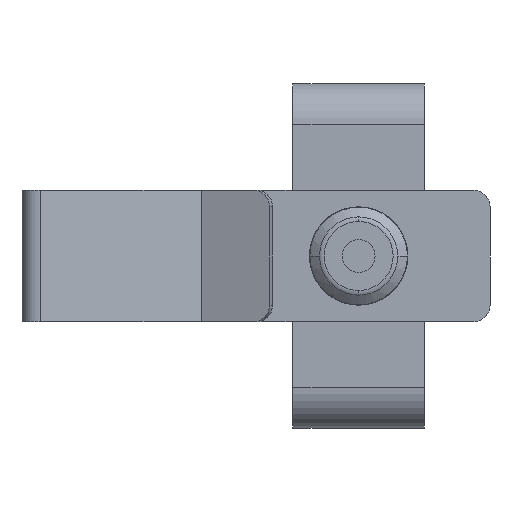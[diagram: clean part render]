
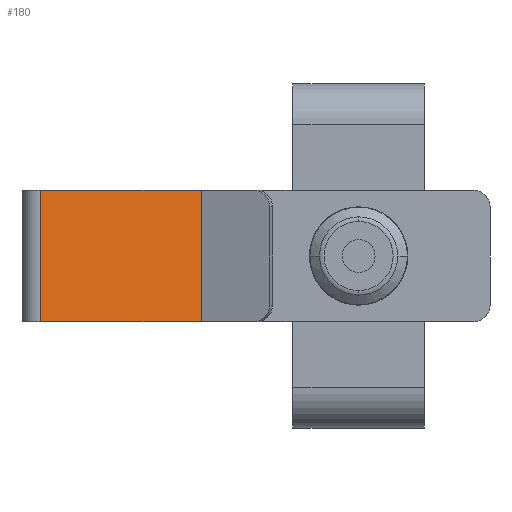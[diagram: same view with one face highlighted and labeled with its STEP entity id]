
A CAD part, front view. The second image highlights one B-rep face of the part: STEP entity #180.
In plain terms, the highlighted planar face has unit normal (0.254, -0.967, 0).
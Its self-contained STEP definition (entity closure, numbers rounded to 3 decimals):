
#180=ADVANCED_FACE('NONE',(#501),#502,.F.);
#501=FACE_OUTER_BOUND('',#1822,.T.);
#502=PLANE('',#1823);
#1822=EDGE_LOOP('',(#2842,#2843,#2844,#2845));
#1823=AXIS2_PLACEMENT_3D('',#2846,#2847,#2848);
#2842=ORIENTED_EDGE('',*,*,#3513,.T.);
#2843=ORIENTED_EDGE('',*,*,#3742,.T.);
#2844=ORIENTED_EDGE('',*,*,#3521,.T.);
#2845=ORIENTED_EDGE('',*,*,#3591,.T.);
#2846=CARTESIAN_POINT('',(0.639,-2.065,-6.0));
#2847=DIRECTION('',(-0.254,0.967,0.));
#2848=DIRECTION('',(-0.967,-0.254,0.));
#3513=EDGE_CURVE('NONE',#4073,#4074,#4075,.T.);
#3521=EDGE_CURVE('NONE',#4089,#4090,#4091,.T.);
#3591=EDGE_CURVE('NONE',#4090,#4073,#4197,.T.);
#3742=EDGE_CURVE('NONE',#4074,#4089,#4427,.T.);
#4073=VERTEX_POINT('NONE',#5266);
#4074=VERTEX_POINT('NONE',#5267);
#4075=LINE('',#5268,#5269);
#4089=VERTEX_POINT('NONE',#5288);
#4090=VERTEX_POINT('NONE',#5289);
#4091=LINE('',#5290,#5291);
#4197=LINE('',#5446,#5447);
#4427=LINE('',#6347,#6348);
#5266=CARTESIAN_POINT('',(0.639,-2.065,-4.0));
#5267=CARTESIAN_POINT('',(10.411,0.504,-4.));
#5268=CARTESIAN_POINT('',(0.143,-2.195,-4.0));
#5269=VECTOR('',#6800,1000.0);
#5288=CARTESIAN_POINT('',(10.411,0.504,4.));
#5289=CARTESIAN_POINT('',(0.639,-2.065,4.0));
#5290=CARTESIAN_POINT('',(0.639,-2.065,4.0));
#5291=VECTOR('',#6812,1000.0);
#5446=CARTESIAN_POINT('',(0.639,-2.065,0.));
#5447=VECTOR('',#6922,1000.0);
#6347=CARTESIAN_POINT('',(10.411,0.504,-6.));
#6348=VECTOR('',#7044,1000.0);
#6800=DIRECTION('',(0.967,0.254,0.));
#6812=DIRECTION('',(-0.967,-0.254,0.));
#6922=DIRECTION('',(0.,0.,-1.0));
#7044=DIRECTION('',(0.,0.,1.0));
